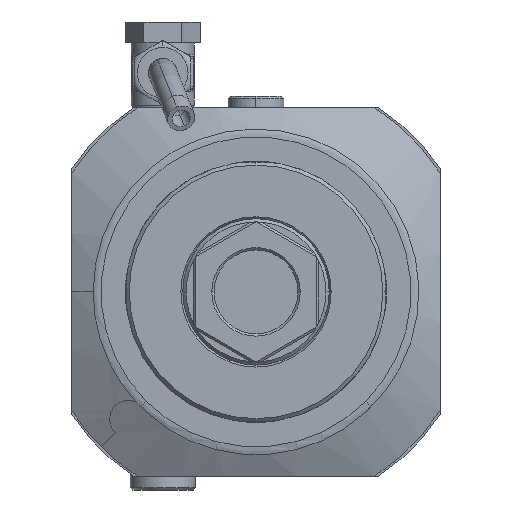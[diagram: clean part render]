
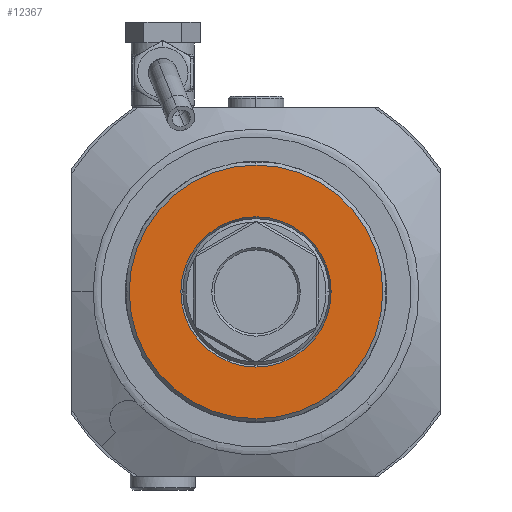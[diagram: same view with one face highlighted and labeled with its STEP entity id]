
A CAD part, left-side view. The second image highlights one B-rep face of the part: STEP entity #12367.
In plain terms, the highlighted planar face has unit normal (-1, 0, 0).
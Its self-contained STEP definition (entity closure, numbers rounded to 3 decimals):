
#3353=CARTESIAN_POINT('',(-24.,0.,0.));
#3354=DIRECTION('',(-1.,0.,0.));
#3355=DIRECTION('',(0.,1.,0.));
#3356=AXIS2_PLACEMENT_3D('',#3353,#3354,#3355);
#3358=CARTESIAN_POINT('',(-24.,0.,0.));
#3359=DIRECTION('',(-1.,0.,0.));
#3360=DIRECTION('',(0.,-1.,0.));
#3361=AXIS2_PLACEMENT_3D('',#3358,#3359,#3360);
#3363=CARTESIAN_POINT('',(-24.,0.,0.));
#3364=DIRECTION('',(1.,0.,0.));
#3365=DIRECTION('',(0.,1.,0.));
#3366=AXIS2_PLACEMENT_3D('',#3363,#3364,#3365);
#3368=CARTESIAN_POINT('',(-24.,0.,0.));
#3369=DIRECTION('',(1.,0.,0.));
#3370=DIRECTION('',(0.,-1.,0.));
#3371=AXIS2_PLACEMENT_3D('',#3368,#3369,#3370);
#8364=CARTESIAN_POINT('',(-24.,16.116,0.));
#8365=CARTESIAN_POINT('',(-24.,-16.116,0.));
#8366=VERTEX_POINT('',#8364);
#8367=VERTEX_POINT('',#8365);
#8368=CARTESIAN_POINT('',(-24.,27.2,0.));
#8369=CARTESIAN_POINT('',(-24.,-27.2,0.));
#8370=VERTEX_POINT('',#8368);
#8371=VERTEX_POINT('',#8369);
#12352=CARTESIAN_POINT('',(-24.,0.,0.));
#12353=DIRECTION('',(-1.,0.,0.));
#12354=DIRECTION('',(0.,1.,0.));
#12355=AXIS2_PLACEMENT_3D('',#12352,#12353,#12354);
#12356=PLANE('',#12355);
#12357=ORIENTED_EDGE('',*,*,#11666,.F.);
#12358=ORIENTED_EDGE('',*,*,#11648,.F.);
#12359=EDGE_LOOP('',(#12357,#12358));
#12360=FACE_OUTER_BOUND('',#12359,.F.);
#12362=ORIENTED_EDGE('',*,*,#12361,.F.);
#12364=ORIENTED_EDGE('',*,*,#12363,.F.);
#12365=EDGE_LOOP('',(#12362,#12364));
#12366=FACE_BOUND('',#12365,.F.);
#3357=CIRCLE('',#3356,27.2);
#3362=CIRCLE('',#3361,27.2);
#3367=CIRCLE('',#3366,16.116);
#3372=CIRCLE('',#3371,16.116);
#11648=EDGE_CURVE('',#8371,#8370,#3362,.T.);
#11666=EDGE_CURVE('',#8370,#8371,#3357,.T.);
#12361=EDGE_CURVE('',#8366,#8367,#3367,.T.);
#12363=EDGE_CURVE('',#8367,#8366,#3372,.T.);
#12367=ADVANCED_FACE('',(#12360,#12366),#12356,.T.);
